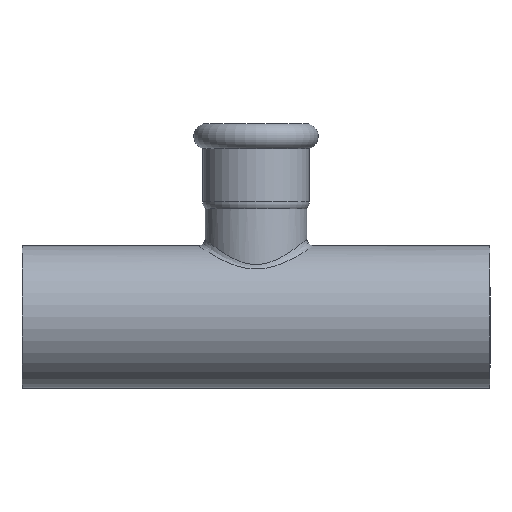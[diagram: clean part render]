
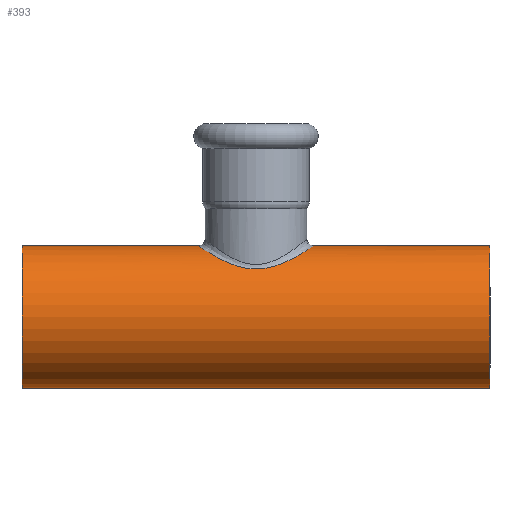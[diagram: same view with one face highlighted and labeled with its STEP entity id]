
A CAD part, front view. The second image highlights one B-rep face of the part: STEP entity #393.
In plain terms, the highlighted cylindrical face has radius 21 mm (diameter 42 mm), a full revolution.
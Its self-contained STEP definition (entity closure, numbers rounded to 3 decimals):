
#26=B_SPLINE_CURVE_WITH_KNOTS('',3,(#1023,#1024,#1025,#1026,#1027,#1028,
#1029,#1030,#1031),.UNSPECIFIED.,.F.,.F.,(4,1,1,1,1,1,4),(-9.496,
-9.157,-8.818,-8.14,-7.688,
-7.235,-7.124),.UNSPECIFIED.);
#27=B_SPLINE_CURVE_WITH_KNOTS('',3,(#1033,#1034,#1035,#1036,#1037,#1038,
#1039,#1040,#1041,#1042,#1043,#1044,#1045,#1046),.UNSPECIFIED.,.F.,.F.,
(4,1,1,1,1,1,1,1,1,1,1,4),(-7.124,-6.783,-6.331,
-5.879,-5.427,-4.974,-4.522,
-4.07,-3.844,-3.618,-2.713,
-2.376),.UNSPECIFIED.);
#28=B_SPLINE_CURVE_WITH_KNOTS('',3,(#1047,#1048,#1049,#1050,#1051,#1052,
#1053,#1054,#1055),.UNSPECIFIED.,.F.,.F.,(4,1,1,1,1,1,4),(-2.376,
-2.261,-1.809,-1.357,-0.678,
-0.339,0.),.UNSPECIFIED.);
#43=LINE('',#1063,#56);
#44=LINE('',#1065,#57);
#56=VECTOR('',#588,21.);
#57=VECTOR('',#589,21.);
#65=CYLINDRICAL_SURFACE('',#466,21.);
#81=FACE_OUTER_BOUND('',#99,.T.);
#99=EDGE_LOOP('',(#360,#361,#362,#363,#364,#365,#366,#367,#368));
#141=CIRCLE('',#467,21.);
#142=CIRCLE('',#468,21.);
#179=VERTEX_POINT('',#990);
#182=VERTEX_POINT('',#1022);
#183=VERTEX_POINT('',#1032);
#185=VERTEX_POINT('',#1061);
#186=VERTEX_POINT('',#1064);
#240=EDGE_CURVE('',#179,#182,#26,.T.);
#241=EDGE_CURVE('',#182,#183,#27,.T.);
#242=EDGE_CURVE('',#183,#179,#28,.T.);
#245=EDGE_CURVE('',#185,#185,#141,.T.);
#246=EDGE_CURVE('',#185,#183,#43,.T.);
#247=EDGE_CURVE('',#182,#186,#44,.T.);
#248=EDGE_CURVE('',#186,#186,#142,.T.);
#360=ORIENTED_EDGE('',*,*,#245,.F.);
#361=ORIENTED_EDGE('',*,*,#246,.T.);
#362=ORIENTED_EDGE('',*,*,#241,.F.);
#363=ORIENTED_EDGE('',*,*,#247,.T.);
#364=ORIENTED_EDGE('',*,*,#248,.F.);
#365=ORIENTED_EDGE('',*,*,#247,.F.);
#366=ORIENTED_EDGE('',*,*,#240,.F.);
#367=ORIENTED_EDGE('',*,*,#242,.F.);
#368=ORIENTED_EDGE('',*,*,#246,.F.);
#393=ADVANCED_FACE('',(#81),#65,.T.);
#466=AXIS2_PLACEMENT_3D('',#1060,#584,#585);
#467=AXIS2_PLACEMENT_3D('',#1062,#586,#587);
#468=AXIS2_PLACEMENT_3D('',#1066,#590,#591);
#584=DIRECTION('center_axis',(1.,0.,0.));
#585=DIRECTION('ref_axis',(0.,0.,-1.));
#586=DIRECTION('center_axis',(1.,0.,0.));
#587=DIRECTION('ref_axis',(0.,0.,-1.));
#588=DIRECTION('',(-1.,0.,0.));
#589=DIRECTION('',(-1.,0.,0.));
#590=DIRECTION('center_axis',(-1.,0.,0.));
#591=DIRECTION('ref_axis',(0.,0.,-1.));
#990=CARTESIAN_POINT('',(-0.019,15.522,14.145));
#1022=CARTESIAN_POINT('',(-17.,0.,21.));
#1023=CARTESIAN_POINT('Ctrl Pts',(-0.019,15.522,14.145));
#1024=CARTESIAN_POINT('Ctrl Pts',(-1.351,15.52,14.146));
#1025=CARTESIAN_POINT('Ctrl Pts',(-4.008,15.226,14.478));
#1026=CARTESIAN_POINT('Ctrl Pts',(-8.77,13.628,16.074));
#1027=CARTESIAN_POINT('Ctrl Pts',(-12.928,10.596,18.369));
#1028=CARTESIAN_POINT('Ctrl Pts',(-15.978,5.969,20.306));
#1029=CARTESIAN_POINT('Ctrl Pts',(-16.918,2.42,20.946));
#1030=CARTESIAN_POINT('Ctrl Pts',(-17.,0.401,21.001));
#1031=CARTESIAN_POINT('Ctrl Pts',(-17.,0.001,
21.));
#1032=CARTESIAN_POINT('',(17.,0.,21.));
#1033=CARTESIAN_POINT('Ctrl Pts',(-17.,0.001,
21.));
#1034=CARTESIAN_POINT('Ctrl Pts',(-16.998,-1.221,20.999));
#1035=CARTESIAN_POINT('Ctrl Pts',(-16.629,-4.066,20.748));
#1036=CARTESIAN_POINT('Ctrl Pts',(-14.796,-8.093,19.537));
#1037=CARTESIAN_POINT('Ctrl Pts',(-11.647,-11.593,17.633));
#1038=CARTESIAN_POINT('Ctrl Pts',(-7.617,-14.117,15.63));
#1039=CARTESIAN_POINT('Ctrl Pts',(-2.719,-15.581,14.088));
#1040=CARTESIAN_POINT('Ctrl Pts',(2.758,-15.578,14.085));
#1041=CARTESIAN_POINT('Ctrl Pts',(6.833,-14.35,15.388));
#1042=CARTESIAN_POINT('Ctrl Pts',(9.66,-12.835,16.642));
#1043=CARTESIAN_POINT('Ctrl Pts',(13.457,-10.081,18.631));
#1044=CARTESIAN_POINT('Ctrl Pts',(16.416,-5.681,20.611));
#1045=CARTESIAN_POINT('Ctrl Pts',(16.997,-1.212,20.999));
#1046=CARTESIAN_POINT('Ctrl Pts',(17.,0.001,21.));
#1047=CARTESIAN_POINT('Ctrl Pts',(17.,0.001,21.));
#1048=CARTESIAN_POINT('Ctrl Pts',(17.001,0.413,21.001));
#1049=CARTESIAN_POINT('Ctrl Pts',(16.917,2.448,20.943));
#1050=CARTESIAN_POINT('Ctrl Pts',(15.962,5.997,20.297));
#1051=CARTESIAN_POINT('Ctrl Pts',(12.906,10.622,18.354));
#1052=CARTESIAN_POINT('Ctrl Pts',(8.739,13.643,16.059));
#1053=CARTESIAN_POINT('Ctrl Pts',(3.971,15.234,14.469));
#1054=CARTESIAN_POINT('Ctrl Pts',(1.313,15.523,14.143));
#1055=CARTESIAN_POINT('Ctrl Pts',(-0.019,15.522,14.145));
#1060=CARTESIAN_POINT('Origin',(0.,0.,
0.));
#1061=CARTESIAN_POINT('',(69.,0.,21.));
#1062=CARTESIAN_POINT('Origin',(69.,0.,0.));
#1063=CARTESIAN_POINT('',(0.,0.,21.));
#1064=CARTESIAN_POINT('',(-69.,0.,21.));
#1065=CARTESIAN_POINT('',(0.,0.,21.));
#1066=CARTESIAN_POINT('Origin',(-69.,0.,0.));
